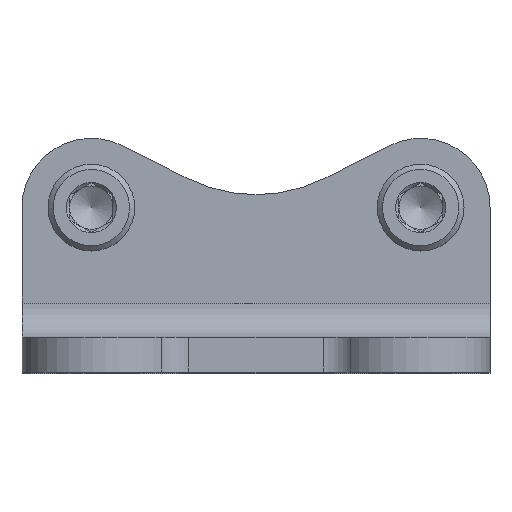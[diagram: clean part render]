
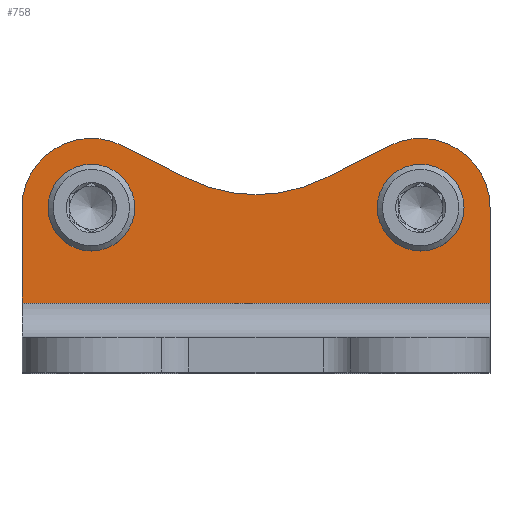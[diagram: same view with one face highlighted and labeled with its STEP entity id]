
A CAD part, top view. The second image highlights one B-rep face of the part: STEP entity #758.
In plain terms, the highlighted face is planar.
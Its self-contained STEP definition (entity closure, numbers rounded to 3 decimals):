
#92=LINE('',#1256,#140);
#93=LINE('',#1264,#141);
#94=LINE('',#1269,#142);
#95=LINE('',#1270,#143);
#96=LINE('',#1274,#144);
#140=VECTOR('',#997,1000.);
#141=VECTOR('',#1006,1000.);
#142=VECTOR('',#1009,1000.);
#143=VECTOR('',#1010,1000.);
#144=VECTOR('',#1013,1000.);
#213=ORIENTED_EDGE('',*,*,#410,.F.);
#214=ORIENTED_EDGE('',*,*,#411,.F.);
#215=ORIENTED_EDGE('',*,*,#412,.F.);
#216=ORIENTED_EDGE('',*,*,#413,.T.);
#217=ORIENTED_EDGE('',*,*,#414,.F.);
#218=ORIENTED_EDGE('',*,*,#408,.T.);
#219=ORIENTED_EDGE('',*,*,#415,.T.);
#220=ORIENTED_EDGE('',*,*,#416,.T.);
#221=ORIENTED_EDGE('',*,*,#417,.F.);
#222=ORIENTED_EDGE('',*,*,#418,.F.);
#408=EDGE_CURVE('',#506,#505,#92,.T.);
#410=EDGE_CURVE('',#507,#507,#563,.T.);
#411=EDGE_CURVE('',#508,#508,#564,.T.);
#412=EDGE_CURVE('',#509,#510,#93,.T.);
#413=EDGE_CURVE('',#509,#511,#565,.T.);
#414=EDGE_CURVE('',#506,#511,#94,.T.);
#415=EDGE_CURVE('',#505,#512,#95,.T.);
#416=EDGE_CURVE('',#512,#513,#566,.T.);
#417=EDGE_CURVE('',#514,#513,#96,.T.);
#418=EDGE_CURVE('',#510,#514,#567,.T.);
#505=VERTEX_POINT('',#1255);
#506=VERTEX_POINT('',#1257);
#507=VERTEX_POINT('',#1261);
#508=VERTEX_POINT('',#1263);
#509=VERTEX_POINT('',#1265);
#510=VERTEX_POINT('',#1266);
#511=VERTEX_POINT('',#1268);
#512=VERTEX_POINT('',#1271);
#513=VERTEX_POINT('',#1273);
#514=VERTEX_POINT('',#1275);
#563=CIRCLE('',#857,3.3);
#564=CIRCLE('',#858,3.3);
#565=CIRCLE('',#859,8.);
#566=CIRCLE('',#860,8.);
#567=CIRCLE('',#861,17.5);
#599=EDGE_LOOP('',(#213));
#600=EDGE_LOOP('',(#214));
#601=EDGE_LOOP('',(#215,#216,#217,#218,#219,#220,#221,#222));
#669=FACE_BOUND('',#599,.T.);
#670=FACE_BOUND('',#600,.T.);
#671=FACE_BOUND('',#601,.T.);
#732=PLANE('',#856);
#758=ADVANCED_FACE('',(#669,#670,#671),#732,.F.);
#856=AXIS2_PLACEMENT_3D('',#1259,#1000,#1001);
#857=AXIS2_PLACEMENT_3D('',#1260,#1002,#1003);
#858=AXIS2_PLACEMENT_3D('',#1262,#1004,#1005);
#859=AXIS2_PLACEMENT_3D('',#1267,#1007,#1008);
#860=AXIS2_PLACEMENT_3D('',#1272,#1011,#1012);
#861=AXIS2_PLACEMENT_3D('',#1276,#1014,#1015);
#997=DIRECTION('',(0.,0.,-1.));
#1000=DIRECTION('',(-1.,0.,0.));
#1001=DIRECTION('',(0.,0.,1.));
#1002=DIRECTION('',(1.,0.,0.));
#1003=DIRECTION('',(0.,0.,-1.));
#1004=DIRECTION('',(1.,0.,0.));
#1005=DIRECTION('',(0.,0.,-1.));
#1006=DIRECTION('',(0.,-0.448,-0.894));
#1007=DIRECTION('',(1.,0.,0.));
#1008=DIRECTION('',(0.,0.,-1.));
#1009=DIRECTION('',(0.,1.,0.));
#1010=DIRECTION('',(0.,1.,0.));
#1011=DIRECTION('',(1.,0.,0.));
#1012=DIRECTION('',(0.,0.,-1.));
#1013=DIRECTION('',(0.,0.448,-0.894));
#1014=DIRECTION('',(1.,0.,0.));
#1015=DIRECTION('',(0.,0.,-1.));
#1255=CARTESIAN_POINT('',(4.,8.,-27.));
#1256=CARTESIAN_POINT('',(4.,8.,27.));
#1257=CARTESIAN_POINT('',(4.,8.,27.));
#1259=CARTESIAN_POINT('',(4.,8.,27.));
#1260=CARTESIAN_POINT('',(4.,19.,19.));
#1261=CARTESIAN_POINT('',(4.,19.,15.7));
#1262=CARTESIAN_POINT('',(4.,19.,-19.));
#1263=CARTESIAN_POINT('',(4.,19.,-22.3));
#1264=CARTESIAN_POINT('',(4.,26.152,15.415));
#1265=CARTESIAN_POINT('',(4.,26.152,15.415));
#1266=CARTESIAN_POINT('',(4.,22.356,7.843));
#1267=CARTESIAN_POINT('',(4.,19.,19.));
#1268=CARTESIAN_POINT('',(4.,19.,27.));
#1269=CARTESIAN_POINT('',(4.,8.,27.));
#1270=CARTESIAN_POINT('',(4.,8.,-27.));
#1271=CARTESIAN_POINT('',(4.,19.,-27.));
#1272=CARTESIAN_POINT('',(4.,19.,-19.));
#1273=CARTESIAN_POINT('',(4.,26.152,-15.415));
#1274=CARTESIAN_POINT('',(4.,22.356,-7.843));
#1275=CARTESIAN_POINT('',(4.,22.356,-7.843));
#1276=CARTESIAN_POINT('',(4.,38.,0.));
